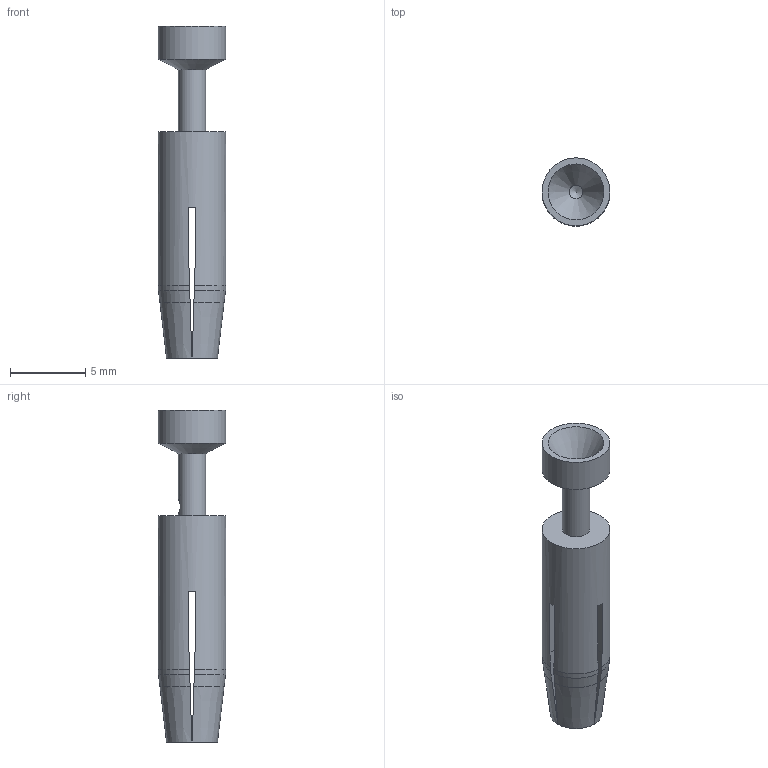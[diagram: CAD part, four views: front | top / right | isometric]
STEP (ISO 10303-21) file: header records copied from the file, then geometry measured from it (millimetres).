
FILE_DESCRIPTION(/* description */ (''),/* implementation_level */ '2;1');
FILE_NAME(/* name */ '3D_CEGF-0.37.stp',/* time_stamp */ '2026-02-19T22:55:54+03:00',/* author */ ('krute'),/* organization */ (''),/* preprocessor_version */ 'ST-DEVELOPER v20.1',/* originating_system */ 'Autodesk Inventor 2026',/* authorisation */ '');
FILE_SCHEMA (('CONFIG_CONTROL_DESIGN'));
Length unit declared in the file: millimetre
Products named in the file (1): 3D_1010191200301_CESF-0.37_V1.0
Bounding box: 4.5 x 4.5 x 22 mm (x, y, z)
Volume: 179.3 mm3; surface area: 470.4 mm2
Topology: 1 solids, 1 shells, 60 faces, 173 edges, 114 vertices
Faces by surface type: plane 26, cone 12, bspline 12, cylinder 6, torus 4
Full cylindrical faces by diameter (mm): 0.9 x2, 1.8 x1, 2.9 x1, 4.5 x2
Entity records: 2748 total; most frequent: CARTESIAN_POINT 1191, ORIENTED_EDGE 342, DIRECTION 307, EDGE_CURVE 171, AXIS2_PLACEMENT_3D 128, VERTEX_POINT 114, EDGE_LOOP 63, FACE_OUTER_BOUND 60
